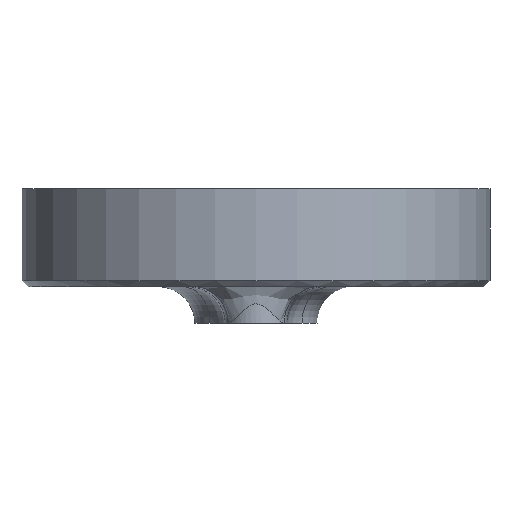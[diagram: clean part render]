
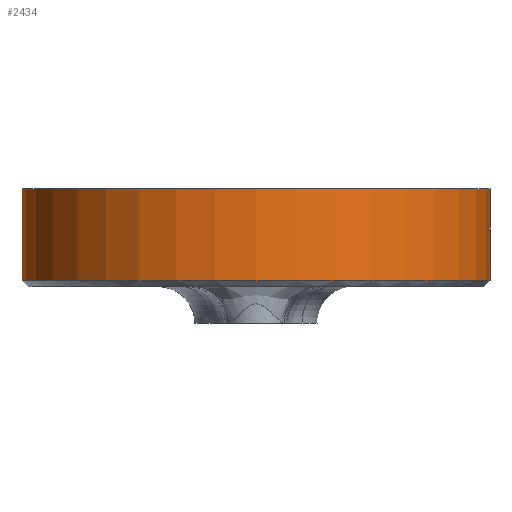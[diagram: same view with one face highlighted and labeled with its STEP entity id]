
A CAD part, front view. The second image highlights one B-rep face of the part: STEP entity #2434.
In plain terms, the highlighted cylindrical face has radius 19.1 mm (diameter 38.2 mm), a partial arc.
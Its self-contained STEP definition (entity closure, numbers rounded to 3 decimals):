
#144 = LINE ( 'NONE', #501, #541 ) ;
#242 = CARTESIAN_POINT ( 'NONE',  ( 19.1, 0., -1.5 ) ) ;
#272 = EDGE_CURVE ( 'NONE', #383, #2520, #1550, .T. ) ;
#332 = DIRECTION ( 'NONE',  ( -1., 0., 0. ) ) ;
#346 = DIRECTION ( 'NONE',  ( 0., 0., -1. ) ) ;
#352 = DIRECTION ( 'NONE',  ( 0., 0., -1. ) ) ;
#362 = ORIENTED_EDGE ( 'NONE', *, *, #2287, .T. ) ;
#383 = VERTEX_POINT ( 'NONE', #3888 ) ;
#501 = CARTESIAN_POINT ( 'NONE',  ( -19.1, 0., 6. ) ) ;
#541 = VECTOR ( 'NONE', #2698, 1000. ) ;
#549 = ORIENTED_EDGE ( 'NONE', *, *, #2750, .F. ) ;
#666 = CYLINDRICAL_SURFACE ( 'NONE', #2067, 19.1 ) ;
#678 = VERTEX_POINT ( 'NONE', #242 ) ;
#878 = EDGE_LOOP ( 'NONE', ( #549, #3071, #362, #1072 ) ) ;
#1072 = ORIENTED_EDGE ( 'NONE', *, *, #3435, .T. ) ;
#1156 = DIRECTION ( 'NONE',  ( 0., 0., 1. ) ) ;
#1267 = CARTESIAN_POINT ( 'NONE',  ( 19.1, 0., 6. ) ) ;
#1465 = CARTESIAN_POINT ( 'NONE',  ( 0., 0., 6. ) ) ;
#1506 = DIRECTION ( 'NONE',  ( 1., 0., 0. ) ) ;
#1550 = CIRCLE ( 'NONE', #2634, 19.1 ) ;
#1851 = DIRECTION ( 'NONE',  ( 0., 0., 1. ) ) ;
#2067 = AXIS2_PLACEMENT_3D ( 'NONE', #2590, #352, #332 ) ;
#2189 = CARTESIAN_POINT ( 'NONE',  ( -19.1, 0., -1.5 ) ) ;
#2287 = EDGE_CURVE ( 'NONE', #383, #3556, #144, .T. ) ;
#2291 = LINE ( 'NONE', #1267, #3012 ) ;
#2434 = ADVANCED_FACE ( 'NONE', ( #3118 ), #666, .T. ) ;
#2520 = VERTEX_POINT ( 'NONE', #3936 ) ;
#2590 = CARTESIAN_POINT ( 'NONE',  ( 0., 0., 6. ) ) ;
#2634 = AXIS2_PLACEMENT_3D ( 'NONE', #1465, #1851, #1506 ) ;
#2698 = DIRECTION ( 'NONE',  ( 0., 0., -1. ) ) ;
#2750 = EDGE_CURVE ( 'NONE', #2520, #678, #2291, .T. ) ;
#3012 = VECTOR ( 'NONE', #346, 1000. ) ;
#3071 = ORIENTED_EDGE ( 'NONE', *, *, #272, .F. ) ;
#3118 = FACE_OUTER_BOUND ( 'NONE', #878, .T. ) ;
#3435 = EDGE_CURVE ( 'NONE', #3556, #678, #4121, .T. ) ;
#3556 = VERTEX_POINT ( 'NONE', #2189 ) ;
#3723 = AXIS2_PLACEMENT_3D ( 'NONE', #4039, #1156, #3726 ) ;
#3726 = DIRECTION ( 'NONE',  ( -1., 0., 0. ) ) ;
#3888 = CARTESIAN_POINT ( 'NONE',  ( -19.1, 0., 6. ) ) ;
#3936 = CARTESIAN_POINT ( 'NONE',  ( 19.1, 0., 6. ) ) ;
#4039 = CARTESIAN_POINT ( 'NONE',  ( 0., 0., -1.5 ) ) ;
#4121 = CIRCLE ( 'NONE', #3723, 19.1 ) ;
